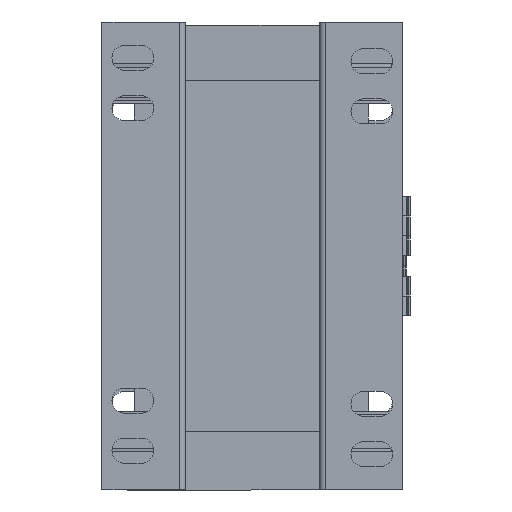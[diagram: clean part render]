
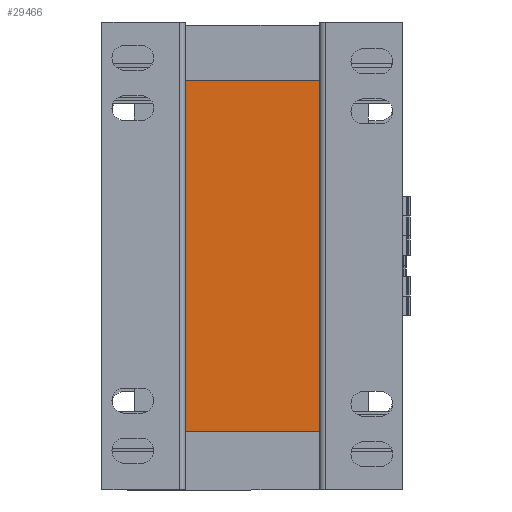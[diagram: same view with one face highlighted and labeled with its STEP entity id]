
A CAD part, left-side view. The second image highlights one B-rep face of the part: STEP entity #29466.
In plain terms, the highlighted planar face has unit normal (-1, 0, 0).
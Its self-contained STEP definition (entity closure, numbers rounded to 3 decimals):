
#3364=FACE_OUTER_BOUND('',#4970,.T.);
#4970=EDGE_LOOP('',(#19935,#19936,#19937,#19938));
#6673=LINE('',#42638,#9773);
#6681=LINE('',#42653,#9781);
#6682=LINE('',#42655,#9782);
#6683=LINE('',#42656,#9783);
#9773=VECTOR('',#34166,10.);
#9781=VECTOR('',#34178,10.);
#9782=VECTOR('',#34181,10.);
#9783=VECTOR('',#34182,10.);
#12873=VERTEX_POINT('',#42635);
#12874=VERTEX_POINT('',#42637);
#12878=VERTEX_POINT('',#42649);
#12879=VERTEX_POINT('',#42651);
#15628=EDGE_CURVE('',#12873,#12874,#6673,.T.);
#15636=EDGE_CURVE('',#12878,#12879,#6681,.T.);
#15637=EDGE_CURVE('',#12873,#12878,#6682,.T.);
#15638=EDGE_CURVE('',#12874,#12879,#6683,.T.);
#19935=ORIENTED_EDGE('',*,*,#15637,.T.);
#19936=ORIENTED_EDGE('',*,*,#15636,.T.);
#19937=ORIENTED_EDGE('',*,*,#15638,.F.);
#19938=ORIENTED_EDGE('',*,*,#15628,.F.);
#28474=PLANE('',#31446);
#29466=ADVANCED_FACE('',(#3364),#28474,.T.);
#31446=AXIS2_PLACEMENT_3D('',#42654,#34179,#34180);
#34166=DIRECTION('',(0.,1.,0.));
#34178=DIRECTION('',(0.,1.,0.));
#34179=DIRECTION('center_axis',(-1.,0.,0.));
#34180=DIRECTION('ref_axis',(0.,0.,1.));
#34181=DIRECTION('',(0.,0.,1.));
#34182=DIRECTION('',(0.,0.,1.));
#42635=CARTESIAN_POINT('',(-350.,0.,0.));
#42637=CARTESIAN_POINT('',(-350.,80.,0.));
#42638=CARTESIAN_POINT('',(-350.,0.,0.));
#42649=CARTESIAN_POINT('',(-350.,0.,210.));
#42651=CARTESIAN_POINT('',(-350.,80.,210.));
#42653=CARTESIAN_POINT('',(-350.,0.,210.));
#42654=CARTESIAN_POINT('Origin',(-350.,0.,0.));
#42655=CARTESIAN_POINT('',(-350.,0.,0.));
#42656=CARTESIAN_POINT('',(-350.,80.,0.));
